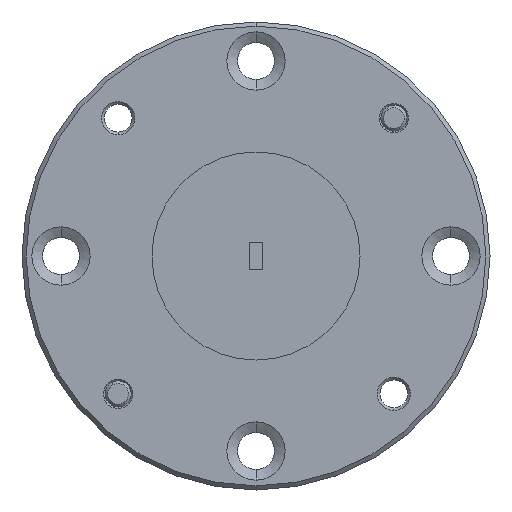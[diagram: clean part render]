
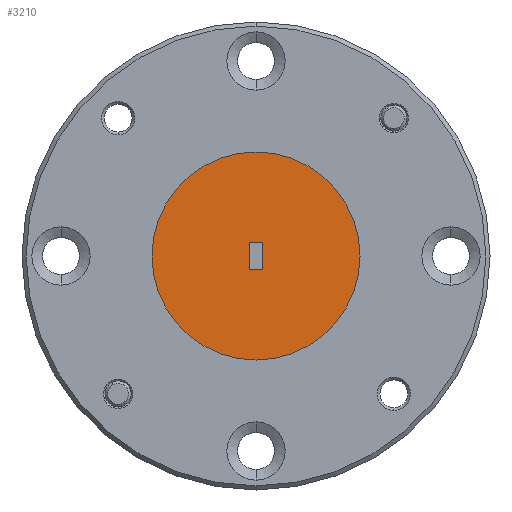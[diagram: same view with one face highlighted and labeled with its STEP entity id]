
A CAD part, left-side view. The second image highlights one B-rep face of the part: STEP entity #3210.
In plain terms, the highlighted planar face has unit normal (-1, 0, 0).
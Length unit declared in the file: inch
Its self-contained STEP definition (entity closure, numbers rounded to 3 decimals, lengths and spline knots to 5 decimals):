
#225 = ORIENTED_EDGE ( 'NONE', *, *, #494, .T. ) ;
#257 = EDGE_CURVE ( 'NONE', #1858, #2500, #3209, .T. ) ;
#390 = ORIENTED_EDGE ( 'NONE', *, *, #871, .T. ) ;
#435 = ORIENTED_EDGE ( 'NONE', *, *, #2526, .T. ) ;
#444 = CARTESIAN_POINT ( 'NONE',  ( -0.28015, 0.78948, 1.11692 ) ) ;
#494 = EDGE_CURVE ( 'NONE', #629, #1858, #3164, .T. ) ;
#517 = DIRECTION ( 'NONE',  ( 0., 0., 1. ) ) ;
#586 = EDGE_LOOP ( 'NONE', ( #1360, #2989 ) ) ;
#591 = VERTEX_POINT ( 'NONE', #2783 ) ;
#608 = DIRECTION ( 'NONE',  ( 0., 0., 1. ) ) ;
#620 = VERTEX_POINT ( 'NONE', #3412 ) ;
#629 = VERTEX_POINT ( 'NONE', #632 ) ;
#632 = CARTESIAN_POINT ( 'NONE',  ( -0.28015, 0.78948, 1.05192 ) ) ;
#717 = CARTESIAN_POINT ( 'NONE',  ( -0.28015, 0.80573, 1.08442 ) ) ;
#754 = VECTOR ( 'NONE', #1697, 39.37008 ) ;
#871 = EDGE_CURVE ( 'NONE', #620, #629, #2377, .T. ) ;
#872 = EDGE_CURVE ( 'NONE', #3584, #591, #3508, .T. ) ;
#1267 = CARTESIAN_POINT ( 'NONE',  ( -0.28015, 0.80573, 1.08442 ) ) ;
#1330 = DIRECTION ( 'NONE',  ( -1., 0., 0. ) ) ;
#1360 = ORIENTED_EDGE ( 'NONE', *, *, #3012, .T. ) ;
#1452 = AXIS2_PLACEMENT_3D ( 'NONE', #1267, #1851, #2480 ) ;
#1473 = ORIENTED_EDGE ( 'NONE', *, *, #257, .T. ) ;
#1530 = DIRECTION ( 'NONE',  ( 0., 1., 0. ) ) ;
#1697 = DIRECTION ( 'NONE',  ( 0., -1., 0. ) ) ;
#1743 = DIRECTION ( 'NONE',  ( -1., 0., 0. ) ) ;
#1809 = EDGE_LOOP ( 'NONE', ( #1473, #435, #390, #225 ) ) ;
#1851 = DIRECTION ( 'NONE',  ( 1., 0., 0. ) ) ;
#1858 = VERTEX_POINT ( 'NONE', #2399 ) ;
#2068 = LINE ( 'NONE', #444, #754 ) ;
#2286 = DIRECTION ( 'NONE',  ( 0., 0., -1. ) ) ;
#2360 = CARTESIAN_POINT ( 'NONE',  ( -0.28015, 0.80573, 0.83442 ) ) ;
#2377 = LINE ( 'NONE', #2904, #3114 ) ;
#2399 = CARTESIAN_POINT ( 'NONE',  ( -0.28015, 0.82198, 1.05192 ) ) ;
#2435 = VECTOR ( 'NONE', #608, 39.37008 ) ;
#2480 = DIRECTION ( 'NONE',  ( 0., 0., -1. ) ) ;
#2481 = VECTOR ( 'NONE', #1530, 39.37008 ) ;
#2500 = VERTEX_POINT ( 'NONE', #2919 ) ;
#2526 = EDGE_CURVE ( 'NONE', #2500, #620, #2068, .T. ) ;
#2639 = AXIS2_PLACEMENT_3D ( 'NONE', #717, #1330, #3517 ) ;
#2690 = CIRCLE ( 'NONE', #2639, 0.25 ) ;
#2747 = CARTESIAN_POINT ( 'NONE',  ( -0.28015, 0.82198, 1.05192 ) ) ;
#2783 = CARTESIAN_POINT ( 'NONE',  ( -0.28015, 0.80573, 1.33442 ) ) ;
#2904 = CARTESIAN_POINT ( 'NONE',  ( -0.28015, 0.78948, 1.05192 ) ) ;
#2919 = CARTESIAN_POINT ( 'NONE',  ( -0.28015, 0.82198, 1.11692 ) ) ;
#2938 = FACE_BOUND ( 'NONE', #1809, .T. ) ;
#2989 = ORIENTED_EDGE ( 'NONE', *, *, #872, .T. ) ;
#3012 = EDGE_CURVE ( 'NONE', #591, #3584, #2690, .T. ) ;
#3114 = VECTOR ( 'NONE', #2286, 39.37008 ) ;
#3143 = CARTESIAN_POINT ( 'NONE',  ( -0.28015, 0.78948, 1.05192 ) ) ;
#3164 = LINE ( 'NONE', #3143, #2481 ) ;
#3209 = LINE ( 'NONE', #2747, #2435 ) ;
#3210 = ADVANCED_FACE ( 'NONE', ( #2938, #3524 ), #3424, .F. ) ;
#3412 = CARTESIAN_POINT ( 'NONE',  ( -0.28015, 0.78948, 1.11692 ) ) ;
#3424 = PLANE ( 'NONE',  #1452 ) ;
#3465 = AXIS2_PLACEMENT_3D ( 'NONE', #3557, #1743, #517 ) ;
#3508 = CIRCLE ( 'NONE', #3465, 0.25 ) ;
#3517 = DIRECTION ( 'NONE',  ( 0., 0., 1. ) ) ;
#3524 = FACE_OUTER_BOUND ( 'NONE', #586, .T. ) ;
#3557 = CARTESIAN_POINT ( 'NONE',  ( -0.28015, 0.80573, 1.08442 ) ) ;
#3584 = VERTEX_POINT ( 'NONE', #2360 ) ;
